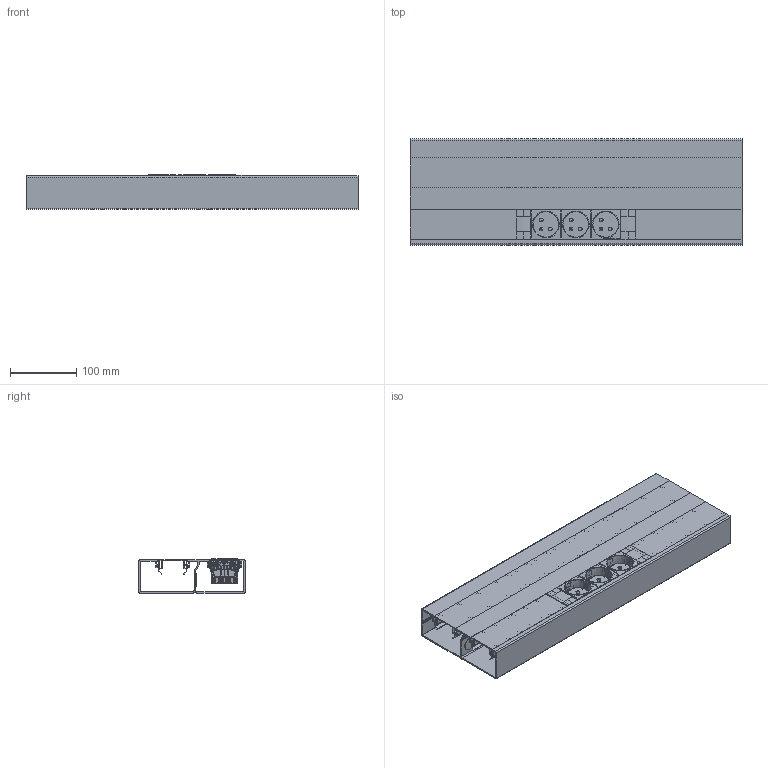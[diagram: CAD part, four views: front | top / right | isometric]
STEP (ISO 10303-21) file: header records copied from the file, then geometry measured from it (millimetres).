
FILE_DESCRIPTION(('CATIA V5 STEP Exchange','CAx-IF Rec.Pracs.--- Model Styling and Organization---1.4--- 2014-01-23'),'2;1');
FILE_NAME('160x50-49041-49042-49042.stp','2019-01-09T16:49:38+00:00',('none'),('none'),'CATIA Version 5-6 Release 2017 SP3','CATIA V5 STEP AP214','none');
FILE_SCHEMA(('AUTOMOTIVE_DESIGN { 1 0 10303 214 1 1 1 1 }'));
Products named in the file (13): 160x50-49041-49042-49042; D000378_A; 49042 ; EG00157_A; 13886 ; 13683 ; 11653; ED00498_A; 49041 ; Normaclip 2; Normaclip 1; CV45_decoupe-MOD-1; D000264_A
Assembly tree (18 placements, depth 5):
  160x50-49041-49042-49042
    D000378_A
    49042   x2
      EG00157_A
      13886 
        13683 
          11653
      ED00498_A
    49041 
      13886 
        13683 
          11653
      ED00498_A
      EG00157_A
    Normaclip 2  x2
    Normaclip 1  x2
    CV45_decoupe-MOD-1
    D000264_A
Bounding box: 500 x 160 x 51.32 mm (x, y, z)
Volume: 626480.7 mm3; surface area: 726839.5 mm2
Topology: 21 solids, 21 shells, 8439 faces, 23581 edges, 15204 vertices
Faces by surface type: plane 5432, cylinder 1504, bspline 952, cone 213, torus 211, sphere 81, revolution 42, extrusion 4
Entity records: 123489 total; most frequent: CARTESIAN_POINT 46464, ORIENTED_EDGE 18630, DIRECTION 11383, EDGE_CURVE 9315, VERTEX_POINT 6047, VECTOR 5675, LINE 5673, EDGE_LOOP 3436
